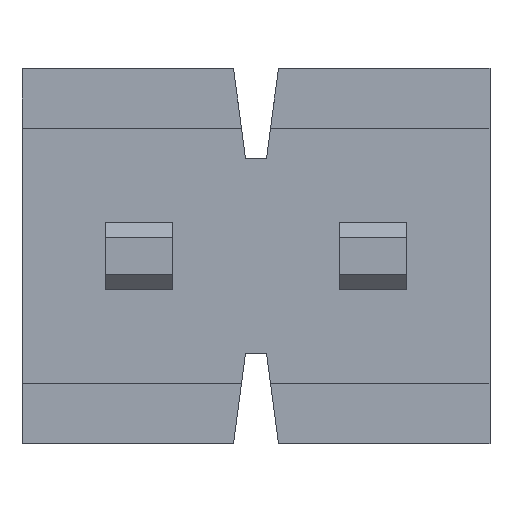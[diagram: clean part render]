
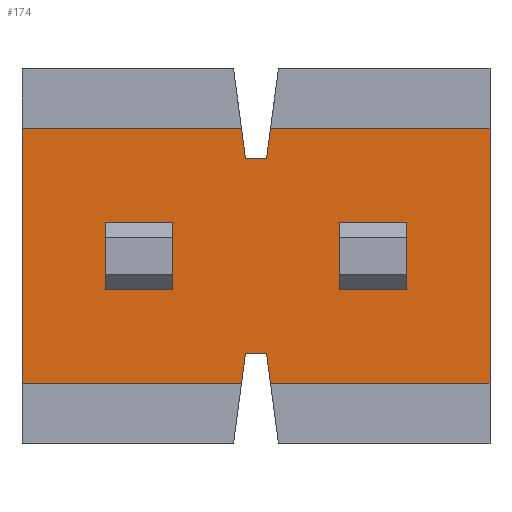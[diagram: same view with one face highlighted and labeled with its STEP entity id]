
A CAD part, front view. The second image highlights one B-rep face of the part: STEP entity #174.
In plain terms, the highlighted planar face has unit normal (0, -1, 0).
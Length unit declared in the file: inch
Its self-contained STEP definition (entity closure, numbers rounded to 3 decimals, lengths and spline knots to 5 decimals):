
#174 = ADVANCED_FACE( '', ( #243, #244, #245 ), #246, .T. );
#243 = FACE_BOUND( '', #368, .T. );
#244 = FACE_BOUND( '', #369, .T. );
#245 = FACE_OUTER_BOUND( '', #370, .T. );
#246 = PLANE( '', #371 );
#368 = EDGE_LOOP( '', ( #531, #532, #533, #534 ) );
#369 = EDGE_LOOP( '', ( #535, #536, #537, #538 ) );
#370 = EDGE_LOOP( '', ( #539, #540, #541, #542, #543, #544, #545, #546, #547, #548, #549, #550 ) );
#371 = AXIS2_PLACEMENT_3D( '', #551, #552, #553 );
#531 = ORIENTED_EDGE( '', *, *, #1031, .F. );
#532 = ORIENTED_EDGE( '', *, *, #1032, .F. );
#533 = ORIENTED_EDGE( '', *, *, #1033, .F. );
#534 = ORIENTED_EDGE( '', *, *, #1034, .F. );
#535 = ORIENTED_EDGE( '', *, *, #1035, .F. );
#536 = ORIENTED_EDGE( '', *, *, #1036, .F. );
#537 = ORIENTED_EDGE( '', *, *, #1037, .F. );
#538 = ORIENTED_EDGE( '', *, *, #1038, .F. );
#539 = ORIENTED_EDGE( '', *, *, #1039, .F. );
#540 = ORIENTED_EDGE( '', *, *, #1040, .T. );
#541 = ORIENTED_EDGE( '', *, *, #1041, .T. );
#542 = ORIENTED_EDGE( '', *, *, #1042, .T. );
#543 = ORIENTED_EDGE( '', *, *, #1004, .F. );
#544 = ORIENTED_EDGE( '', *, *, #1043, .T. );
#545 = ORIENTED_EDGE( '', *, *, #1044, .T. );
#546 = ORIENTED_EDGE( '', *, *, #1045, .T. );
#547 = ORIENTED_EDGE( '', *, *, #1046, .T. );
#548 = ORIENTED_EDGE( '', *, *, #1047, .T. );
#549 = ORIENTED_EDGE( '', *, *, #1048, .T. );
#550 = ORIENTED_EDGE( '', *, *, #1049, .F. );
#551 = CARTESIAN_POINT( '', ( 0.156, 0.02, -0.085 ) );
#552 = DIRECTION( '', ( 0., -1., 0. ) );
#553 = DIRECTION( '', ( 0., 0., -1. ) );
#1004 = EDGE_CURVE( '', #1180, #1181, #1182, .T. );
#1031 = EDGE_CURVE( '', #1233, #1234, #1235, .T. );
#1032 = EDGE_CURVE( '', #1236, #1233, #1237, .T. );
#1033 = EDGE_CURVE( '', #1238, #1236, #1239, .T. );
#1034 = EDGE_CURVE( '', #1234, #1238, #1240, .T. );
#1035 = EDGE_CURVE( '', #1241, #1242, #1243, .T. );
#1036 = EDGE_CURVE( '', #1244, #1241, #1245, .T. );
#1037 = EDGE_CURVE( '', #1246, #1244, #1247, .T. );
#1038 = EDGE_CURVE( '', #1242, #1246, #1248, .T. );
#1039 = EDGE_CURVE( '', #1249, #1250, #1251, .T. );
#1040 = EDGE_CURVE( '', #1249, #1252, #1253, .T. );
#1041 = EDGE_CURVE( '', #1252, #1254, #1255, .T. );
#1042 = EDGE_CURVE( '', #1254, #1181, #1256, .T. );
#1043 = EDGE_CURVE( '', #1180, #1257, #1258, .T. );
#1044 = EDGE_CURVE( '', #1257, #1259, #1260, .T. );
#1045 = EDGE_CURVE( '', #1259, #1261, #1262, .T. );
#1046 = EDGE_CURVE( '', #1261, #1263, #1264, .T. );
#1047 = EDGE_CURVE( '', #1263, #1265, #1266, .T. );
#1048 = EDGE_CURVE( '', #1265, #1267, #1268, .T. );
#1049 = EDGE_CURVE( '', #1250, #1267, #1269, .T. );
#1180 = VERTEX_POINT( '', #1468 );
#1181 = VERTEX_POINT( '', #1469 );
#1182 = LINE( '', #1470, #1471 );
#1233 = VERTEX_POINT( '', #1548 );
#1234 = VERTEX_POINT( '', #1549 );
#1235 = LINE( '', #1550, #1551 );
#1236 = VERTEX_POINT( '', #1552 );
#1237 = LINE( '', #1553, #1554 );
#1238 = VERTEX_POINT( '', #1555 );
#1239 = LINE( '', #1556, #1557 );
#1240 = LINE( '', #1558, #1559 );
#1241 = VERTEX_POINT( '', #1560 );
#1242 = VERTEX_POINT( '', #1561 );
#1243 = LINE( '', #1562, #1563 );
#1244 = VERTEX_POINT( '', #1564 );
#1245 = LINE( '', #1565, #1566 );
#1246 = VERTEX_POINT( '', #1567 );
#1247 = LINE( '', #1568, #1569 );
#1248 = LINE( '', #1570, #1571 );
#1249 = VERTEX_POINT( '', #1572 );
#1250 = VERTEX_POINT( '', #1573 );
#1251 = LINE( '', #1574, #1575 );
#1252 = VERTEX_POINT( '', #1576 );
#1253 = LINE( '', #1577, #1578 );
#1254 = VERTEX_POINT( '', #1579 );
#1255 = LINE( '', #1580, #1581 );
#1256 = LINE( '', #1582, #1583 );
#1257 = VERTEX_POINT( '', #1584 );
#1258 = LINE( '', #1585, #1586 );
#1259 = VERTEX_POINT( '', #1587 );
#1260 = LINE( '', #1588, #1589 );
#1261 = VERTEX_POINT( '', #1590 );
#1262 = LINE( '', #1591, #1592 );
#1263 = VERTEX_POINT( '', #1593 );
#1264 = LINE( '', #1594, #1595 );
#1265 = VERTEX_POINT( '', #1596 );
#1266 = LINE( '', #1597, #1598 );
#1267 = VERTEX_POINT( '', #1599 );
#1268 = LINE( '', #1600, #1601 );
#1269 = LINE( '', #1602, #1603 );
#1468 = CARTESIAN_POINT( '', ( 0.156, 0.02, -0.085 ) );
#1469 = CARTESIAN_POINT( '', ( 0.00967, 0.02, -0.085 ) );
#1470 = CARTESIAN_POINT( '', ( 0.156, 0.02, -0.085 ) );
#1471 = VECTOR( '', #1900, 39.37008 );
#1548 = CARTESIAN_POINT( '', ( 0.0555, 0.02, -0.0225 ) );
#1549 = CARTESIAN_POINT( '', ( 0.1005, 0.02, -0.0225 ) );
#1550 = CARTESIAN_POINT( '', ( 0.156, 0.02, -0.0225 ) );
#1551 = VECTOR( '', #1927, 39.37008 );
#1552 = CARTESIAN_POINT( '', ( 0.0555, 0.02, 0.0225 ) );
#1553 = CARTESIAN_POINT( '', ( 0.0555, 0.02, -0.085 ) );
#1554 = VECTOR( '', #1928, 39.37008 );
#1555 = CARTESIAN_POINT( '', ( 0.1005, 0.02, 0.0225 ) );
#1556 = CARTESIAN_POINT( '', ( 0.156, 0.02, 0.0225 ) );
#1557 = VECTOR( '', #1929, 39.37008 );
#1558 = CARTESIAN_POINT( '', ( 0.1005, 0.02, -0.085 ) );
#1559 = VECTOR( '', #1930, 39.37008 );
#1560 = CARTESIAN_POINT( '', ( -0.1005, 0.02, -0.0225 ) );
#1561 = CARTESIAN_POINT( '', ( -0.0555, 0.02, -0.0225 ) );
#1562 = CARTESIAN_POINT( '', ( 0.156, 0.02, -0.0225 ) );
#1563 = VECTOR( '', #1931, 39.37008 );
#1564 = CARTESIAN_POINT( '', ( -0.1005, 0.02, 0.0225 ) );
#1565 = CARTESIAN_POINT( '', ( -0.1005, 0.02, -0.085 ) );
#1566 = VECTOR( '', #1932, 39.37008 );
#1567 = CARTESIAN_POINT( '', ( -0.0555, 0.02, 0.0225 ) );
#1568 = CARTESIAN_POINT( '', ( 0.156, 0.02, 0.0225 ) );
#1569 = VECTOR( '', #1933, 39.37008 );
#1570 = CARTESIAN_POINT( '', ( -0.0555, 0.02, -0.085 ) );
#1571 = VECTOR( '', #1934, 39.37008 );
#1572 = CARTESIAN_POINT( '', ( -0.00967, 0.02, -0.085 ) );
#1573 = CARTESIAN_POINT( '', ( -0.156, 0.02, -0.085 ) );
#1574 = CARTESIAN_POINT( '', ( 0.156, 0.02, -0.085 ) );
#1575 = VECTOR( '', #1935, 39.37008 );
#1576 = CARTESIAN_POINT( '', ( -0.007, 0.02, -0.065 ) );
#1577 = CARTESIAN_POINT( '', ( -0.00677, 0.02, -0.0633 ) );
#1578 = VECTOR( '', #1936, 39.37008 );
#1579 = CARTESIAN_POINT( '', ( 0.007, 0.02, -0.065 ) );
#1580 = CARTESIAN_POINT( '', ( 0.156, 0.02, -0.065 ) );
#1581 = VECTOR( '', #1937, 39.37008 );
#1582 = CARTESIAN_POINT( '', ( 0.01222, 0.02, -0.10417 ) );
#1583 = VECTOR( '', #1938, 39.37008 );
#1584 = CARTESIAN_POINT( '', ( 0.156, 0.02, 0.085 ) );
#1585 = CARTESIAN_POINT( '', ( 0.156, 0.02, -0.085 ) );
#1586 = VECTOR( '', #1939, 39.37008 );
#1587 = CARTESIAN_POINT( '', ( 0.00967, 0.02, 0.085 ) );
#1588 = CARTESIAN_POINT( '', ( 0.156, 0.02, 0.085 ) );
#1589 = VECTOR( '', #1940, 39.37008 );
#1590 = CARTESIAN_POINT( '', ( 0.007, 0.02, 0.065 ) );
#1591 = CARTESIAN_POINT( '', ( -0.01005, 0.02, -0.06286 ) );
#1592 = VECTOR( '', #1941, 39.37008 );
#1593 = CARTESIAN_POINT( '', ( -0.007, 0.02, 0.065 ) );
#1594 = CARTESIAN_POINT( '', ( 0.156, 0.02, 0.065 ) );
#1595 = VECTOR( '', #1942, 39.37008 );
#1596 = CARTESIAN_POINT( '', ( -0.00967, 0.02, 0.085 ) );
#1597 = CARTESIAN_POINT( '', ( 0.0155, 0.02, -0.10373 ) );
#1598 = VECTOR( '', #1943, 39.37008 );
#1599 = CARTESIAN_POINT( '', ( -0.156, 0.02, 0.085 ) );
#1600 = CARTESIAN_POINT( '', ( 0.156, 0.02, 0.085 ) );
#1601 = VECTOR( '', #1944, 39.37008 );
#1602 = CARTESIAN_POINT( '', ( -0.156, 0.02, -0.085 ) );
#1603 = VECTOR( '', #1945, 39.37008 );
#1900 = DIRECTION( '', ( -1., 0., 0. ) );
#1927 = DIRECTION( '', ( 1., 0., 0. ) );
#1928 = DIRECTION( '', ( 0., 0., -1. ) );
#1929 = DIRECTION( '', ( -1., 0., 0. ) );
#1930 = DIRECTION( '', ( 0., 0., 1. ) );
#1931 = DIRECTION( '', ( 1., 0., 0. ) );
#1932 = DIRECTION( '', ( 0., 0., -1. ) );
#1933 = DIRECTION( '', ( -1., 0., 0. ) );
#1934 = DIRECTION( '', ( 0., 0., 1. ) );
#1935 = DIRECTION( '', ( -1., 0., 0. ) );
#1936 = DIRECTION( '', ( 0.132, 0., 0.991 ) );
#1937 = DIRECTION( '', ( 1., 0., 0. ) );
#1938 = DIRECTION( '', ( 0.132, 0., -0.991 ) );
#1939 = DIRECTION( '', ( 0., 0., 1. ) );
#1940 = DIRECTION( '', ( -1., 0., 0. ) );
#1941 = DIRECTION( '', ( -0.132, 0., -0.991 ) );
#1942 = DIRECTION( '', ( -1., 0., 0. ) );
#1943 = DIRECTION( '', ( -0.132, 0., 0.991 ) );
#1944 = DIRECTION( '', ( -1., 0., 0. ) );
#1945 = DIRECTION( '', ( 0., 0., 1. ) );
